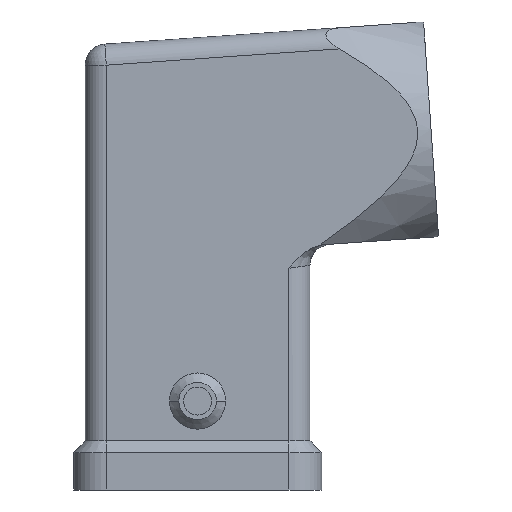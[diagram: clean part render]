
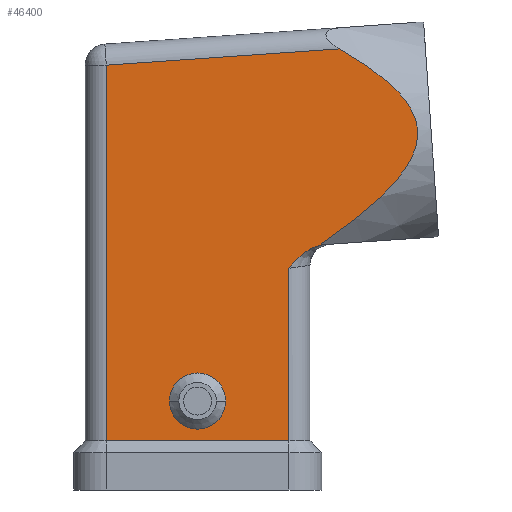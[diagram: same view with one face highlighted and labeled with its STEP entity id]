
A CAD part, front view. The second image highlights one B-rep face of the part: STEP entity #46400.
In plain terms, the highlighted planar face has unit normal (0, -1, 0).
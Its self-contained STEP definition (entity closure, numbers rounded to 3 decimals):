
#1830=CARTESIAN_POINT('',(15.138,-12.,47.112));
#1840=VERTEX_POINT('',#1830);
#1870=CARTESIAN_POINT('',(-9.75,-12.,45.372));
#1880=DIRECTION('',(0.998,0.,0.07));
#1890=VECTOR('',#1880,24.949);
#1900=LINE('',#1870,#1890);
#1910=CARTESIAN_POINT('',(-9.75,-12.,45.372));
#1920=VERTEX_POINT('',#1910);
#1930=EDGE_CURVE('',#1920,#1840,#1900,.T.);
#2790=CARTESIAN_POINT('',(13.197,-12.,26.302));
#2800=VERTEX_POINT('',#2790);
#2830=CARTESIAN_POINT('',(13.197,-12.,26.302));
#2840=CARTESIAN_POINT('',(23.82,-12.,33.652));
#2850=CARTESIAN_POINT('',(23.487,-12.,38.423));
#2860=(BOUNDED_CURVE() B_SPLINE_CURVE(2,(#2830,#2840,#2850),
.UNSPECIFIED.,.F.,.F.) B_SPLINE_CURVE_WITH_KNOTS((3,3),(
0.138,1.847),.UNSPECIFIED.) CURVE() 
GEOMETRIC_REPRESENTATION_ITEM() RATIONAL_B_SPLINE_CURVE((
1.033,1.228,1.228)) REPRESENTATION_ITEM
(''));
#2870=CARTESIAN_POINT('',(23.487,-12.,38.423));
#2880=VERTEX_POINT('',#2870);
#2890=EDGE_CURVE('',#2800,#2880,#2860,.T.);
#2910=CARTESIAN_POINT('',(23.487,-12.,38.423));
#2920=CARTESIAN_POINT('',(23.201,-12.,42.502));
#2930=CARTESIAN_POINT('',(15.138,-12.,47.112));
#2940=(BOUNDED_CURVE() B_SPLINE_CURVE(2,(#2910,#2920,#2930),
.UNSPECIFIED.,.F.,.F.) B_SPLINE_CURVE_WITH_KNOTS((3,3),(1.847
,3.307),.UNSPECIFIED.) CURVE() GEOMETRIC_REPRESENTATION_ITEM(
) RATIONAL_B_SPLINE_CURVE((1.228,1.228,
1.086)) REPRESENTATION_ITEM(''));
#2950=EDGE_CURVE('',#2880,#1840,#2940,.T.);
#7810=CARTESIAN_POINT('',(0.,-12.,12.5));
#7820=VERTEX_POINT('',#7810);
#8020=CARTESIAN_POINT('',(0.,-12.,6.5));
#8030=VERTEX_POINT('',#8020);
#8060=CARTESIAN_POINT('',(0.,-12.,9.5));
#8070=DIRECTION('',(0.,1.,0.));
#8080=DIRECTION('',(0.,0.,1.));
#8090=AXIS2_PLACEMENT_3D('',#8060,#8070,#8080);
#8100=CIRCLE('',#8090,3.);
#8110=EDGE_CURVE('',#8030,#7820,#8100,.T.);
#44100=CARTESIAN_POINT('',(9.75,-12.,5.25));
#44110=VERTEX_POINT('',#44100);
#44760=CARTESIAN_POINT('',(-9.75,-12.,5.25));
#44770=VERTEX_POINT('',#44760);
#44800=CARTESIAN_POINT('',(9.75,-12.,5.25));
#44810=DIRECTION('',(-1.,0.,0.));
#44820=VECTOR('',#44810,19.5);
#44830=LINE('',#44800,#44820);
#44840=EDGE_CURVE('',#44110,#44770,#44830,.T.);
#45770=CARTESIAN_POINT('',(-9.75,-12.,5.25));
#45780=DIRECTION('',(0.,0.,1.));
#45790=VECTOR('',#45780,40.122);
#45800=LINE('',#45770,#45790);
#45810=EDGE_CURVE('',#44770,#1920,#45800,.T.);
#45940=CARTESIAN_POINT('',(9.75,-12.,0.));
#45950=DIRECTION('',(0.,-1.,0.));
#45960=DIRECTION('',(0.,0.,-1.));
#45970=AXIS2_PLACEMENT_3D('',#45940,#45950,#45960);
#45980=PLANE('',#45970);
#45990=ORIENTED_EDGE('',*,*,#45810,.F.);
#46000=ORIENTED_EDGE('',*,*,#1930,.F.);
#46010=ORIENTED_EDGE('',*,*,#2950,.T.);
#46020=ORIENTED_EDGE('',*,*,#2890,.T.);
#46030=CARTESIAN_POINT('',(13.207,-12.,26.163));
#46040=DIRECTION('',(-0.07,0.,0.998));
#46050=VECTOR('',#46040,0.139);
#46060=LINE('',#46030,#46050);
#46070=CARTESIAN_POINT('',(13.207,-12.,26.163));
#46080=VERTEX_POINT('',#46070);
#46090=EDGE_CURVE('',#46080,#2800,#46060,.T.);
#46100=ORIENTED_EDGE('',*,*,#46090,.T.);
#46110=CARTESIAN_POINT('',(13.207,-12.,26.163));
#46120=CARTESIAN_POINT('',(12.929,-12.,26.118));
#46130=CARTESIAN_POINT('',(12.63,-12.,26.031));
#46140=CARTESIAN_POINT('',(11.784,-12.,25.647));
#46150=CARTESIAN_POINT('',(11.331,-12.,25.301));
#46160=CARTESIAN_POINT('',(10.526,-12.,24.567));
#46170=CARTESIAN_POINT('',(10.14,-12.,24.125));
#46180=CARTESIAN_POINT('',(9.754,-12.,23.684));
#46190=CARTESIAN_POINT('',(9.752,-12.,23.682));
#46200=CARTESIAN_POINT('',(9.75,-12.,23.679));
#46210=B_SPLINE_CURVE_WITH_KNOTS('',3,(#46110,#46120,#46130,#46140,
#46150,#46160,#46170,#46180,#46190,#46200),.UNSPECIFIED.,.F.,.F.,(4,2,2,
2,4),(0.028,0.107,0.242,
0.397,0.398),.UNSPECIFIED.);
#46220=CARTESIAN_POINT('',(9.75,-12.,23.679));
#46230=VERTEX_POINT('',#46220);
#46240=EDGE_CURVE('',#46080,#46230,#46210,.T.);
#46250=ORIENTED_EDGE('',*,*,#46240,.F.);
#46260=CARTESIAN_POINT('',(9.75,-12.,5.25));
#46270=DIRECTION('',(0.,0.,1.));
#46280=VECTOR('',#46270,18.429);
#46290=LINE('',#46260,#46280);
#46300=EDGE_CURVE('',#44110,#46230,#46290,.T.);
#46310=ORIENTED_EDGE('',*,*,#46300,.T.);
#46320=ORIENTED_EDGE('',*,*,#44840,.F.);
#46330=EDGE_LOOP('',(#46320,#46310,#46250,#46100,#46020,#46010,#46000,
#45990));
#46340=FACE_OUTER_BOUND('',#46330,.T.);
#46350=EDGE_CURVE('',#7820,#8030,#8100,.T.);
#46360=ORIENTED_EDGE('',*,*,#46350,.T.);
#46370=ORIENTED_EDGE('',*,*,#8110,.T.);
#46380=EDGE_LOOP('',(#46370,#46360));
#46390=FACE_BOUND('',#46380,.T.);
#46400=ADVANCED_FACE('',(#46340,#46390),#45980,.T.);
